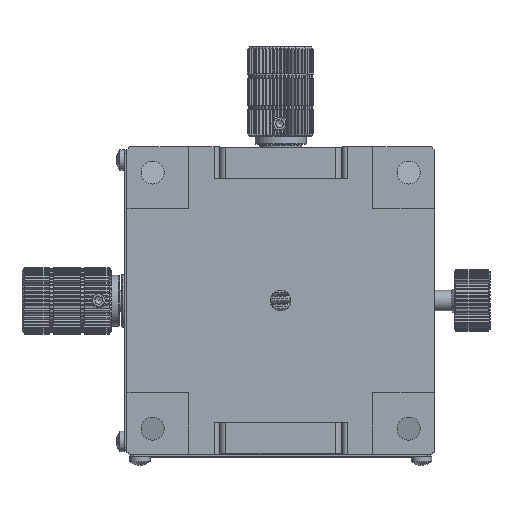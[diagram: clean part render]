
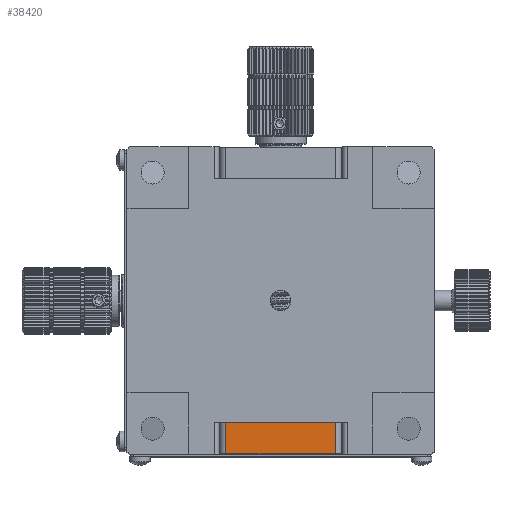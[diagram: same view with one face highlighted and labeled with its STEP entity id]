
A CAD part, top view. The second image highlights one B-rep face of the part: STEP entity #38420.
In plain terms, the highlighted planar face has unit normal (0, 0, 1).
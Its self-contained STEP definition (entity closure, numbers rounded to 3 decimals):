
#5643 = LINE ( 'NONE', #45236, #70923 ) ;
#10115 = DIRECTION ( 'NONE',  ( 0., -1., 0. ) ) ;
#12512 = ORIENTED_EDGE ( 'NONE', *, *, #90219, .F. ) ;
#12662 = CARTESIAN_POINT ( 'NONE',  ( 10.7, -23.75, 99.4 ) ) ;
#16948 = AXIS2_PLACEMENT_3D ( 'NONE', #84361, #124024, #35080 ) ;
#17336 = CARTESIAN_POINT ( 'NONE',  ( 11.9, -23.75, 99.4 ) ) ;
#23723 = CARTESIAN_POINT ( 'NONE',  ( -10.7, -23.75, 99.4 ) ) ;
#28192 = CARTESIAN_POINT ( 'NONE',  ( -10.7, -29.95, 99.4 ) ) ;
#35080 = DIRECTION ( 'NONE',  ( 1., 0., 0. ) ) ;
#38420 = ADVANCED_FACE ( 'NONE', ( #114292 ), #53906, .T. ) ;
#45236 = CARTESIAN_POINT ( 'NONE',  ( -10.7, -23.75, 99.4 ) ) ;
#45514 = EDGE_LOOP ( 'NONE', ( #12512, #106160, #57817, #103780 ) ) ;
#45902 = EDGE_CURVE ( 'NONE', #63435, #56787, #96220, .T. ) ;
#50014 = VECTOR ( 'NONE', #56948, 1000. ) ;
#53906 = PLANE ( 'NONE',  #16948 ) ;
#56616 = CARTESIAN_POINT ( 'NONE',  ( 11.9, -29.95, 99.4 ) ) ;
#56787 = VERTEX_POINT ( 'NONE', #114014 ) ;
#56948 = DIRECTION ( 'NONE',  ( 1., 0., 0. ) ) ;
#57817 = ORIENTED_EDGE ( 'NONE', *, *, #45902, .T. ) ;
#61970 = LINE ( 'NONE', #12662, #100309 ) ;
#62909 = EDGE_CURVE ( 'NONE', #63435, #76591, #5643, .T. ) ;
#63435 = VERTEX_POINT ( 'NONE', #28192 ) ;
#70923 = VECTOR ( 'NONE', #112144, 1000. ) ;
#76591 = VERTEX_POINT ( 'NONE', #23723 ) ;
#84361 = CARTESIAN_POINT ( 'NONE',  ( 11.9, -23.75, 99.4 ) ) ;
#87052 = DIRECTION ( 'NONE',  ( 1., 0., 0. ) ) ;
#90219 = EDGE_CURVE ( 'NONE', #76591, #105762, #105634, .T. ) ;
#95026 = EDGE_CURVE ( 'NONE', #105762, #56787, #61970, .T. ) ;
#96220 = LINE ( 'NONE', #56616, #104913 ) ;
#99418 = CARTESIAN_POINT ( 'NONE',  ( 10.7, -23.75, 99.4 ) ) ;
#100309 = VECTOR ( 'NONE', #10115, 1000. ) ;
#103780 = ORIENTED_EDGE ( 'NONE', *, *, #95026, .F. ) ;
#104913 = VECTOR ( 'NONE', #87052, 1000. ) ;
#105634 = LINE ( 'NONE', #17336, #50014 ) ;
#105762 = VERTEX_POINT ( 'NONE', #99418 ) ;
#106160 = ORIENTED_EDGE ( 'NONE', *, *, #62909, .F. ) ;
#112144 = DIRECTION ( 'NONE',  ( 0., 1., 0. ) ) ;
#114014 = CARTESIAN_POINT ( 'NONE',  ( 10.7, -29.95, 99.4 ) ) ;
#114292 = FACE_OUTER_BOUND ( 'NONE', #45514, .T. ) ;
#124024 = DIRECTION ( 'NONE',  ( 0., 0., 1. ) ) ;
